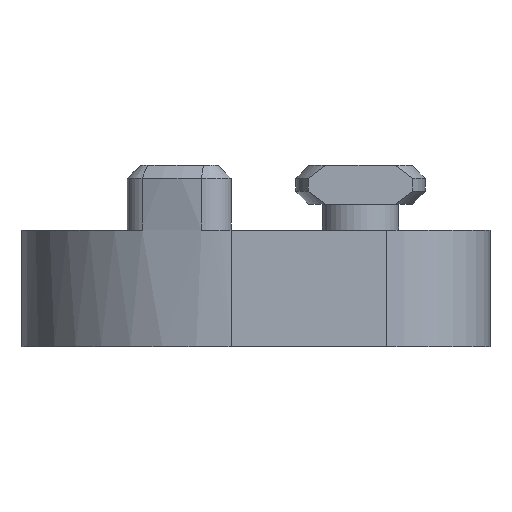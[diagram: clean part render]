
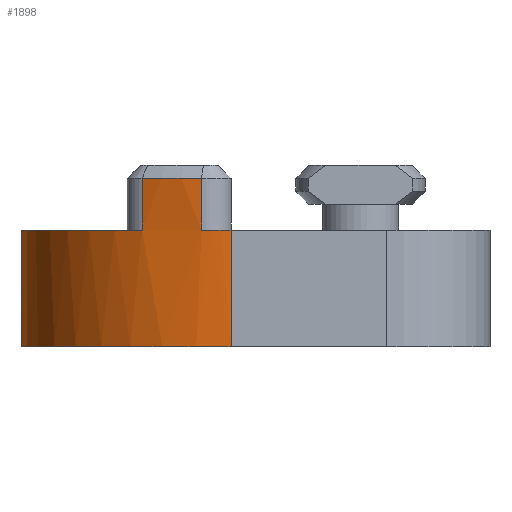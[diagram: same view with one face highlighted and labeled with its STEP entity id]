
A CAD part, left-side view. The second image highlights one B-rep face of the part: STEP entity #1898.
In plain terms, the highlighted cylindrical face has radius 16.18 mm (diameter 32.36 mm), a partial arc.
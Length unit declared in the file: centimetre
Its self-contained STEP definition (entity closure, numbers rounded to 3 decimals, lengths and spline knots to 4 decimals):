
#308=VECTOR('',#2402,1.);
#325=VECTOR('',#2441,1.);
#334=VECTOR('',#2484,1.);
#348=VECTOR('',#2533,1.);
#455=LINE('',#3061,#308);
#472=LINE('',#3142,#325);
#481=LINE('',#3210,#334);
#494=LINE('',#3270,#348);
#610=VERTEX_POINT('',#2991);
#612=VERTEX_POINT('',#2994);
#625=VERTEX_POINT('',#3060);
#640=VERTEX_POINT('',#3141);
#641=VERTEX_POINT('',#3143);
#656=VERTEX_POINT('',#3208);
#658=VERTEX_POINT('',#3211);
#677=VERTEX_POINT('',#3269);
#726=CIRCLE('',#2018,1.618);
#753=CIRCLE('',#2083,1.618);
#754=CIRCLE('',#2084,1.618);
#755=CIRCLE('',#2085,1.618);
#913=EDGE_CURVE('',#610,#612,#726,.T.);
#930=EDGE_CURVE('',#625,#610,#455,.T.);
#953=EDGE_CURVE('',#640,#641,#472,.T.);
#979=EDGE_CURVE('',#656,#658,#481,.T.);
#1006=EDGE_CURVE('',#612,#677,#494,.T.);
#1007=EDGE_CURVE('',#677,#656,#753,.T.);
#1008=EDGE_CURVE('',#625,#641,#754,.T.);
#1009=EDGE_CURVE('',#658,#640,#755,.T.);
#1477=ORIENTED_EDGE('',*,*,#1007,.F.);
#1478=ORIENTED_EDGE('',*,*,#1006,.F.);
#1479=ORIENTED_EDGE('',*,*,#913,.F.);
#1480=ORIENTED_EDGE('',*,*,#930,.F.);
#1481=ORIENTED_EDGE('',*,*,#1008,.T.);
#1482=ORIENTED_EDGE('',*,*,#953,.F.);
#1483=ORIENTED_EDGE('',*,*,#1009,.F.);
#1484=ORIENTED_EDGE('',*,*,#979,.F.);
#1668=EDGE_LOOP('',(#1477,#1478,#1479,#1480,#1481,#1482,#1483,#1484));
#1790=FACE_BOUND('',#1668,.T.);
#1898=ADVANCED_FACE('',(#1790),#3353,.T.);
#2018=AXIS2_PLACEMENT_3D('',#2993,#2371,#2372);
#2082=AXIS2_PLACEMENT_3D('',#3271,#2534,#2535);
#2083=AXIS2_PLACEMENT_3D('',#3272,#2536,#2537);
#2084=AXIS2_PLACEMENT_3D('',#3273,#2538,#2539);
#2085=AXIS2_PLACEMENT_3D('',#3274,#2540,#2541);
#2371=DIRECTION('',(0.,0.,1.));
#2372=DIRECTION('',(1.618,0.,0.));
#2402=DIRECTION('',(0.,0.,1.));
#2441=DIRECTION('',(0.,0.,-1.));
#2484=DIRECTION('',(0.,0.,-1.));
#2533=DIRECTION('',(0.,0.,1.));
#2534=DIRECTION('',(0.,0.,1.));
#2535=DIRECTION('',(1.618,0.,0.));
#2536=DIRECTION('',(0.,0.,1.));
#2537=DIRECTION('',(-1.55,0.463,0.));
#2538=DIRECTION('',(0.,0.,1.));
#2539=DIRECTION('',(1.618,0.,0.));
#2540=DIRECTION('',(0.,0.,1.));
#2541=DIRECTION('',(1.618,0.,0.));
#2991=CARTESIAN_POINT('',(-0.1066,2.6145,0.));
#2993=CARTESIAN_POINT('',(0.,1.,0.));
#2994=CARTESIAN_POINT('',(-1.4651,1.6866,0.));
#3060=CARTESIAN_POINT('',(-0.1066,2.6145,-0.9));
#3061=CARTESIAN_POINT('',(-0.1066,2.6145,-0.9));
#3141=CARTESIAN_POINT('',(-1.618,1.,0.));
#3142=CARTESIAN_POINT('',(-1.618,1.,0.));
#3143=CARTESIAN_POINT('',(-1.618,1.,-0.9));
#3208=CARTESIAN_POINT('',(-1.6018,1.2282,0.4));
#3210=CARTESIAN_POINT('',(-1.6018,1.2282,-0.9));
#3211=CARTESIAN_POINT('',(-1.6018,1.2282,0.));
#3269=CARTESIAN_POINT('',(-1.4651,1.6866,0.4));
#3270=CARTESIAN_POINT('',(-1.4651,1.6866,-0.9));
#3271=CARTESIAN_POINT('',(0.,1.,-0.9));
#3272=CARTESIAN_POINT('',(0.,1.,0.4));
#3273=CARTESIAN_POINT('',(0.,1.,-0.9));
#3274=CARTESIAN_POINT('',(0.,1.,0.));
#3353=CYLINDRICAL_SURFACE('',#2082,1.618);
